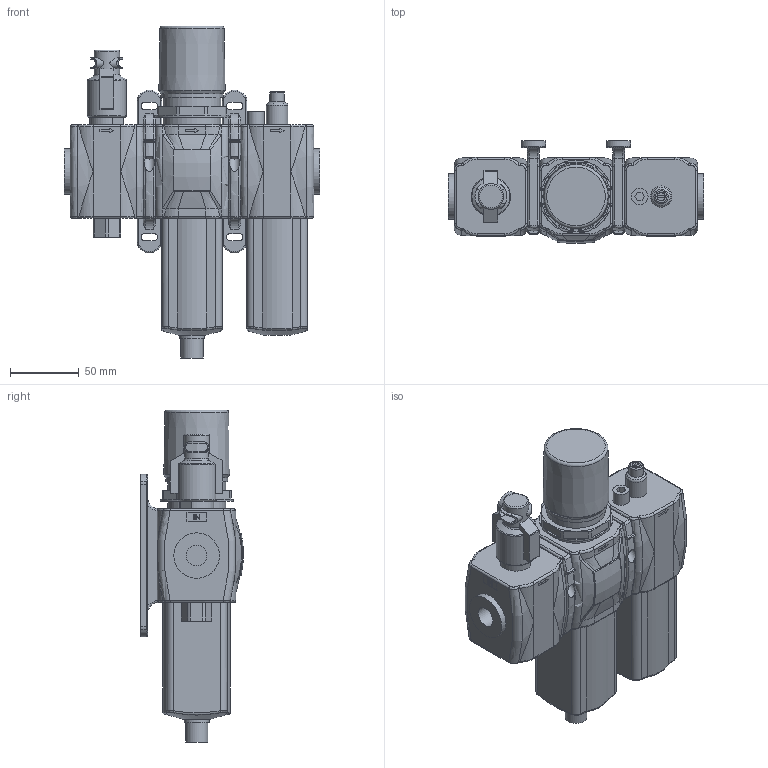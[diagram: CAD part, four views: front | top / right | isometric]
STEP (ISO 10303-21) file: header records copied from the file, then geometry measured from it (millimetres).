
FILE_DESCRIPTION(/* description */ ('Unknown'),/* implementation_level */ '2;1');
FILE_NAME(/* name */ 'GN172BVH@',/* time_stamp */ '2018-10-15T09:35:35-04:00',/* author */ ('Unknown'),/* organization */ ('Unknown'),/* preprocessor_version */ 'ST-DEVELOPER v16.7',/* originating_system */ 'DEX',/* authorisation */ $);
FILE_SCHEMA (('AUTOMOTIVE_DESIGN {1 0 10303 214 3 1 1}'));
Length unit declared in the file: millimetre
Products named in the file (5): GN172BVH; #172BVL; T172Y; #172BEM##; #172BL#
Assembly tree (5 placements, depth 2):
  GN172BVH
    #172BVL
    T172Y  x2
    #172BEM##
    #172BL#
Bounding box: 185.4 x 74.27 x 240.6 mm (x, y, z)
Volume: 1178150.9 mm3; surface area: 143557.9 mm2
Topology: 6 solids, 6 shells, 783 faces, 1912 edges, 1200 vertices
Faces by surface type: plane 346, cylinder 197, bspline 149, torus 70, cone 17, sphere 4
Full cylindrical faces by diameter (mm): 4.5 x1, 5.6 x1, 6 x1, 7.5 x2, 10.5 x1, 12 x2, 14.95 x7, 15.5 x1, 16 x1, 18 x1, 18.5 x1, 19 x3, 23 x3, 28.5 x1, 33 x8, 42 x2, 43 x1, 45 x1, 53 x1
Entity records: 28404 total; most frequent: CARTESIAN_POINT 8474, ORIENTED_EDGE 3330, DIRECTION 2742, EDGE_CURVE 1665, VERTEX_POINT 1083, AXIS2_PLACEMENT_3D 943, LINE 856, VECTOR 856
